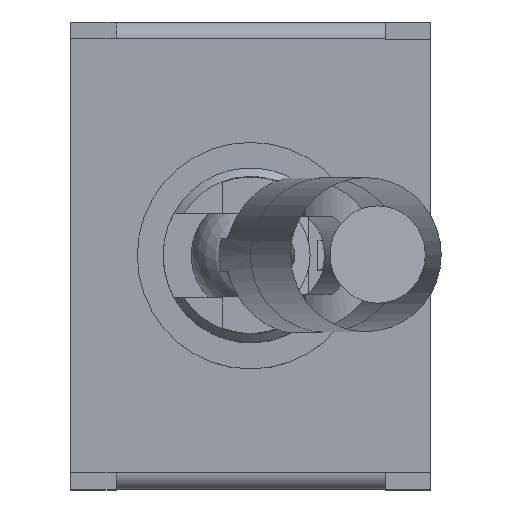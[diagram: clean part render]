
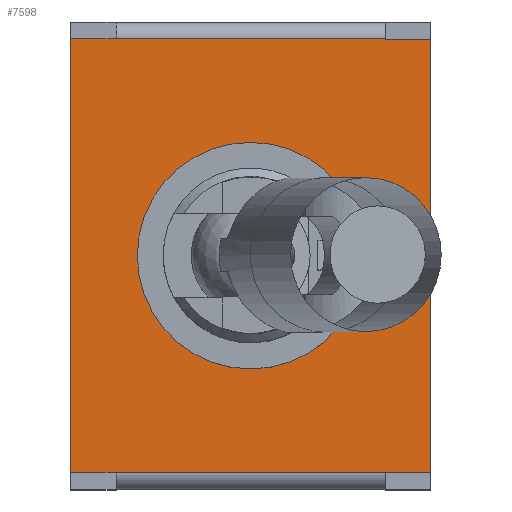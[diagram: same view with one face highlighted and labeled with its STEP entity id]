
A CAD part, top view. The second image highlights one B-rep face of the part: STEP entity #7598.
In plain terms, the highlighted planar face has unit normal (0, 0, 1).
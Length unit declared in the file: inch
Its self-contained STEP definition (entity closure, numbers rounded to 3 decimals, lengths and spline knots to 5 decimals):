
#60=FACE_BOUND('',#1105,.T.);
#213=PLANE('',#8145);
#649=FACE_OUTER_BOUND('',#1104,.T.);
#1104=EDGE_LOOP('',(#5625,#5626,#5627,#5628,#5629,#5630,#5631,#5632,#5633,
#5634));
#1105=EDGE_LOOP('',(#5635));
#1635=LINE('',#11711,#2422);
#1636=LINE('',#11713,#2423);
#1637=LINE('',#11715,#2424);
#1638=LINE('',#11717,#2425);
#1639=LINE('',#11719,#2426);
#1640=LINE('',#11721,#2427);
#1641=LINE('',#11723,#2428);
#1642=LINE('',#11725,#2429);
#1643=LINE('',#11727,#2430);
#1644=LINE('',#11728,#2431);
#2422=VECTOR('',#9179,0.3937);
#2423=VECTOR('',#9180,0.3937);
#2424=VECTOR('',#9181,0.3937);
#2425=VECTOR('',#9182,0.3937);
#2426=VECTOR('',#9183,0.3937);
#2427=VECTOR('',#9184,0.3937);
#2428=VECTOR('',#9185,0.3937);
#2429=VECTOR('',#9186,0.3937);
#2430=VECTOR('',#9187,0.3937);
#2431=VECTOR('',#9188,0.3937);
#3162=CIRCLE('',#8143,0.15748);
#3512=VERTEX_POINT('',#11704);
#3513=VERTEX_POINT('',#11709);
#3514=VERTEX_POINT('',#11710);
#3515=VERTEX_POINT('',#11712);
#3516=VERTEX_POINT('',#11714);
#3517=VERTEX_POINT('',#11716);
#3518=VERTEX_POINT('',#11718);
#3519=VERTEX_POINT('',#11720);
#3520=VERTEX_POINT('',#11722);
#3521=VERTEX_POINT('',#11724);
#3522=VERTEX_POINT('',#11726);
#4285=EDGE_CURVE('',#3512,#3512,#3162,.T.);
#4287=EDGE_CURVE('',#3513,#3514,#1635,.T.);
#4288=EDGE_CURVE('',#3515,#3514,#1636,.T.);
#4289=EDGE_CURVE('',#3515,#3516,#1637,.T.);
#4290=EDGE_CURVE('',#3516,#3517,#1638,.T.);
#4291=EDGE_CURVE('',#3518,#3517,#1639,.T.);
#4292=EDGE_CURVE('',#3518,#3519,#1640,.T.);
#4293=EDGE_CURVE('',#3519,#3520,#1641,.T.);
#4294=EDGE_CURVE('',#3520,#3521,#1642,.T.);
#4295=EDGE_CURVE('',#3521,#3522,#1643,.T.);
#4296=EDGE_CURVE('',#3513,#3522,#1644,.T.);
#5625=ORIENTED_EDGE('',*,*,#4287,.T.);
#5626=ORIENTED_EDGE('',*,*,#4288,.F.);
#5627=ORIENTED_EDGE('',*,*,#4289,.T.);
#5628=ORIENTED_EDGE('',*,*,#4290,.T.);
#5629=ORIENTED_EDGE('',*,*,#4291,.F.);
#5630=ORIENTED_EDGE('',*,*,#4292,.T.);
#5631=ORIENTED_EDGE('',*,*,#4293,.T.);
#5632=ORIENTED_EDGE('',*,*,#4294,.T.);
#5633=ORIENTED_EDGE('',*,*,#4295,.T.);
#5634=ORIENTED_EDGE('',*,*,#4296,.F.);
#5635=ORIENTED_EDGE('',*,*,#4285,.T.);
#7598=ADVANCED_FACE('',(#649,#60),#213,.T.);
#8143=AXIS2_PLACEMENT_3D('',#11705,#9172,#9173);
#8145=AXIS2_PLACEMENT_3D('',#11708,#9177,#9178);
#9172=DIRECTION('center_axis',(0.,0.,
-1.));
#9173=DIRECTION('ref_axis',(1.,0.,0.));
#9177=DIRECTION('center_axis',(0.,0.,
1.));
#9178=DIRECTION('ref_axis',(-1.,0.,0.));
#9179=DIRECTION('',(0.,1.,0.));
#9180=DIRECTION('',(1.,0.,0.));
#9181=DIRECTION('',(-1.,0.,0.));
#9182=DIRECTION('',(0.,-1.,0.));
#9183=DIRECTION('',(-1.,0.,0.));
#9184=DIRECTION('',(0.,-1.,0.));
#9185=DIRECTION('',(1.,0.,0.));
#9186=DIRECTION('',(1.,0.,0.));
#9187=DIRECTION('',(0.,1.,0.));
#9188=DIRECTION('',(1.,0.,0.));
#11704=CARTESIAN_POINT('',(-0.15748,0.,0.41496));
#11705=CARTESIAN_POINT('Origin',(0.,0.,
0.41496));
#11708=CARTESIAN_POINT('Origin',(0.,-0.30138,
0.41496));
#11709=CARTESIAN_POINT('',(0.18701,0.30098,0.41496));
#11710=CARTESIAN_POINT('',(0.18701,0.30138,0.41496));
#11711=CARTESIAN_POINT('',(0.18701,0.30138,0.41496));
#11712=CARTESIAN_POINT('',(-0.18701,0.30138,0.41496));
#11713=CARTESIAN_POINT('',(0.,0.30138,0.41496));
#11714=CARTESIAN_POINT('',(-0.25,0.30138,0.41496));
#11715=CARTESIAN_POINT('',(-0.18701,0.30138,0.41496));
#11716=CARTESIAN_POINT('',(-0.25,-0.30098,0.41496));
#11717=CARTESIAN_POINT('',(-0.25,-0.30098,0.41496));
#11718=CARTESIAN_POINT('',(-0.18701,-0.30098,0.41496));
#11719=CARTESIAN_POINT('',(-0.18701,-0.30098,0.41496));
#11720=CARTESIAN_POINT('',(-0.18701,-0.30138,0.41496));
#11721=CARTESIAN_POINT('',(-0.18701,0.30138,0.41496));
#11722=CARTESIAN_POINT('',(0.18701,-0.30138,0.41496));
#11723=CARTESIAN_POINT('',(0.,-0.30138,0.41496));
#11724=CARTESIAN_POINT('',(0.25,-0.30138,0.41496));
#11725=CARTESIAN_POINT('',(0.18701,-0.30138,0.41496));
#11726=CARTESIAN_POINT('',(0.25,0.30098,0.41496));
#11727=CARTESIAN_POINT('',(0.25,0.30098,0.41496));
#11728=CARTESIAN_POINT('',(0.18701,0.30098,0.41496));
